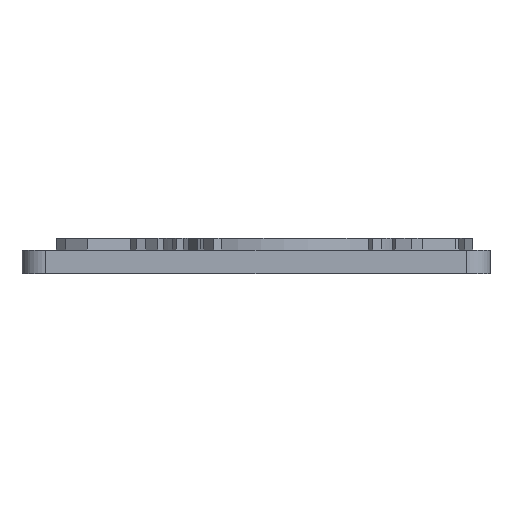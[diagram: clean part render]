
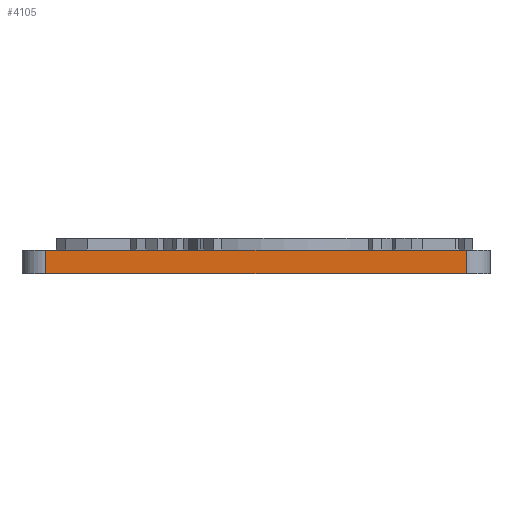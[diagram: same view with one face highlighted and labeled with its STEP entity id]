
A CAD part, front view. The second image highlights one B-rep face of the part: STEP entity #4105.
In plain terms, the highlighted planar face has unit normal (0, -1, 0).
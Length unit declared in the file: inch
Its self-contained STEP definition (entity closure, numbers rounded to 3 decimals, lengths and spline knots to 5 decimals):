
#356=FACE_OUTER_BOUND('',#594,.T.);
#594=EDGE_LOOP('',(#3687,#3688,#3689,#3690));
#1080=LINE('',#6579,#1582);
#1088=LINE('',#6624,#1590);
#1097=LINE('',#6671,#1599);
#1098=LINE('',#6673,#1600);
#1582=VECTOR('',#5377,0.3937);
#1590=VECTOR('',#5427,0.3937);
#1599=VECTOR('',#5486,0.3937);
#1600=VECTOR('',#5489,0.3937);
#1958=VERTEX_POINT('',#6575);
#1960=VERTEX_POINT('',#6578);
#1970=VERTEX_POINT('',#6610);
#1976=VERTEX_POINT('',#6622);
#2519=EDGE_CURVE('',#1958,#1960,#1080,.T.);
#2537=EDGE_CURVE('',#1970,#1976,#1088,.T.);
#2559=EDGE_CURVE('',#1970,#1958,#1097,.T.);
#2560=EDGE_CURVE('',#1960,#1976,#1098,.T.);
#3687=ORIENTED_EDGE('',*,*,#2559,.F.);
#3688=ORIENTED_EDGE('',*,*,#2537,.T.);
#3689=ORIENTED_EDGE('',*,*,#2560,.F.);
#3690=ORIENTED_EDGE('',*,*,#2519,.F.);
#3892=PLANE('',#4417);
#4105=ADVANCED_FACE('',(#356),#3892,.T.);
#4417=AXIS2_PLACEMENT_3D('',#6672,#5487,#5488);
#5377=DIRECTION('',(1.,0.,0.));
#5427=DIRECTION('',(1.,0.,0.));
#5486=DIRECTION('',(0.,0.,1.));
#5487=DIRECTION('center_axis',(0.,-1.,0.));
#5488=DIRECTION('ref_axis',(1.,0.,0.));
#5489=DIRECTION('',(0.,0.,-1.));
#6575=CARTESIAN_POINT('',(-0.53055,-0.59055,0.06));
#6578=CARTESIAN_POINT('',(0.53055,-0.59055,0.06));
#6579=CARTESIAN_POINT('',(-0.59055,-0.59055,0.06));
#6610=CARTESIAN_POINT('',(-0.53055,-0.59055,0.));
#6622=CARTESIAN_POINT('',(0.53055,-0.59055,0.));
#6624=CARTESIAN_POINT('',(-0.59055,-0.59055,0.));
#6671=CARTESIAN_POINT('',(-0.53055,-0.59055,0.));
#6672=CARTESIAN_POINT('Origin',(-0.59055,-0.59055,0.));
#6673=CARTESIAN_POINT('',(0.53055,-0.59055,0.));
